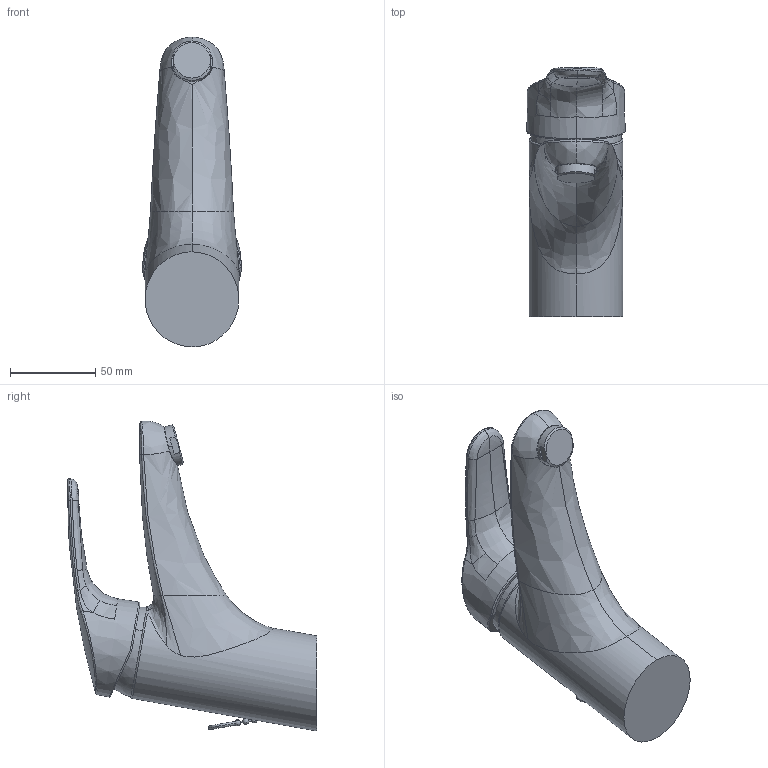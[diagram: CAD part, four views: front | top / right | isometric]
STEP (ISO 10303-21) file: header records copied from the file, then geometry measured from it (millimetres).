
FILE_DESCRIPTION (( 'STEP AP203' ), '1' );
FILE_NAME ('01042183.STEP', '2018-03-08T06:34:07', ( '' ), ( '' ), 'SwSTEP 2.0', 'SolidWorks 2016', '' );
FILE_SCHEMA (( 'CONFIG_CONTROL_DESIGN' ));
Length unit declared in the file: millimetre
Products named in the file (1): 01042183
Bounding box: 58.08 x 146.35 x 182.02 mm (x, y, z)
Volume: 474761.5 mm3; surface area: 47386.9 mm2
Topology: 1 solids, 1 shells, 100 faces, 267 edges, 161 vertices
Faces by surface type: bspline 63, cylinder 10, plane 9, sphere 8, torus 6, cone 4
Entity records: 15773 total; most frequent: CARTESIAN_POINT 13832, ORIENTED_EDGE 504, EDGE_CURVE 252, DIRECTION 204, B_SPLINE_CURVE_WITH_KNOTS 163, VERTEX_POINT 153, EDGE_LOOP 103, ADVANCED_FACE 100
